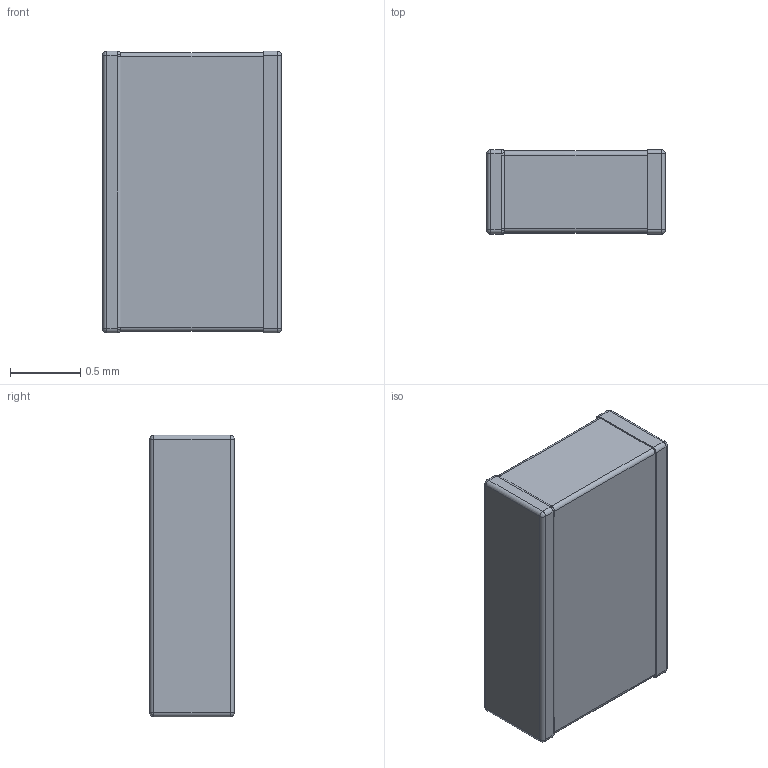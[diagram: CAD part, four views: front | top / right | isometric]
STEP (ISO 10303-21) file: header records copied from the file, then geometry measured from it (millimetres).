
FILE_DESCRIPTION (( 'STEP AP214' ), '1' );
FILE_NAME ('User Library-Capacitor 0508.STEP', '2015-12-12T05:21:58', ( 'Windows User' ), ( '' ), 'SwSTEP 2.0', 'SolidWorks 2016', '' );
FILE_SCHEMA (( 'AUTOMOTIVE_DESIGN' ));
Length unit declared in the file: millimetre
Products named in the file (1): User Library-Capacitor 0508
Bounding box: 1.27 x 0.6 x 2 mm (x, y, z)
Volume: 1.5 mm3; surface area: 8.8 mm2
Topology: 1 solids, 1 shells, 59 faces, 132 edges, 68 vertices
Faces by surface type: cylinder 24, bspline 20, plane 15
Entity records: 2465 total; most frequent: CARTESIAN_POINT 616, ORIENTED_EDGE 248, DIRECTION 232, EDGE_CURVE 124, AXIS2_PLACEMENT_3D 84, VERTEX_POINT 68, VECTOR 64, LINE 64
